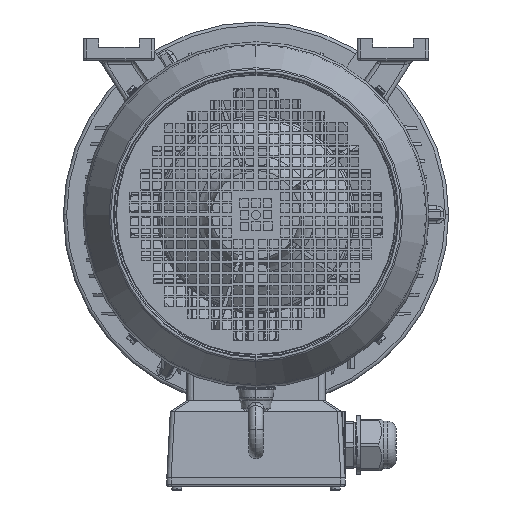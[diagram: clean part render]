
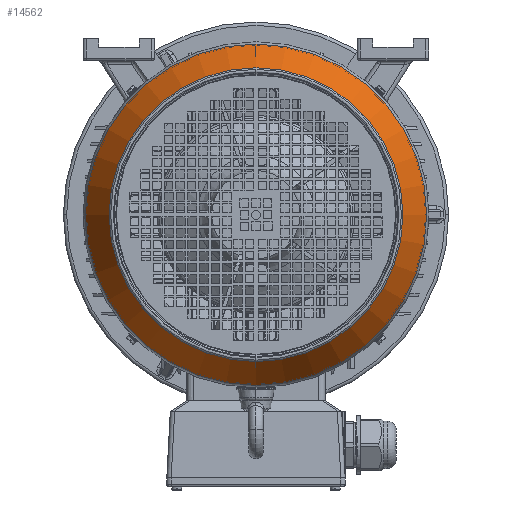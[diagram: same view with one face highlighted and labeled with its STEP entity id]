
A CAD part, left-side view. The second image highlights one B-rep face of the part: STEP entity #14562.
In plain terms, the highlighted conical face has half-angle 30 degrees and reference radius 144.197 mm.
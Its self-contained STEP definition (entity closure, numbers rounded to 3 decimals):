
#3726=CONICAL_SURFACE('',#87831,144.197,30.);
#7489=CIRCLE('',#87824,154.99);
#7492=CIRCLE('',#87829,133.405);
#7493=CIRCLE('',#87830,133.405);
#14562=ADVANCED_FACE('',(#19400,#19401),#3726,.T.);
#19400=FACE_BOUND('',#23566,.T.);
#19401=FACE_BOUND('',#23567,.T.);
#23566=EDGE_LOOP('',(#54638));
#23567=EDGE_LOOP('',(#54639,#54640));
#54638=ORIENTED_EDGE('',*,*,#77808,.F.);
#54639=ORIENTED_EDGE('',*,*,#77811,.T.);
#54640=ORIENTED_EDGE('',*,*,#77812,.T.);
#67971=VERTEX_POINT('',#147451);
#67974=VERTEX_POINT('',#147459);
#67975=VERTEX_POINT('',#147460);
#77808=EDGE_CURVE('',#67971,#67971,#7489,.T.);
#77811=EDGE_CURVE('',#67974,#67975,#7492,.T.);
#77812=EDGE_CURVE('',#67975,#67974,#7493,.T.);
#87824=AXIS2_PLACEMENT_3D('',#147450,#102957,#102958);
#87829=AXIS2_PLACEMENT_3D('',#147458,#102967,#102968);
#87830=AXIS2_PLACEMENT_3D('',#147461,#102969,#102970);
#87831=AXIS2_PLACEMENT_3D('',#147462,#102971,#102972);
#102957=DIRECTION('',(1.,0.,0.));
#102958=DIRECTION('',(0.,0.,-1.));
#102967=DIRECTION('',(1.,0.,0.));
#102968=DIRECTION('',(0.,0.,-1.));
#102969=DIRECTION('',(1.,0.,0.));
#102970=DIRECTION('',(0.,0.,-1.));
#102971=DIRECTION('',(1.,0.,0.));
#102972=DIRECTION('',(0.,0.,1.));
#147450=CARTESIAN_POINT('',(-155.046,166.457,-166.457));
#147451=CARTESIAN_POINT('',(-155.046,166.457,-321.448));
#147458=CARTESIAN_POINT('',(-192.433,166.457,-166.457));
#147459=CARTESIAN_POINT('',(-192.433,166.457,-299.862));
#147460=CARTESIAN_POINT('',(-192.433,166.457,-33.053));
#147461=CARTESIAN_POINT('',(-192.433,166.457,-166.457));
#147462=CARTESIAN_POINT('',(-173.739,166.457,-166.457));
